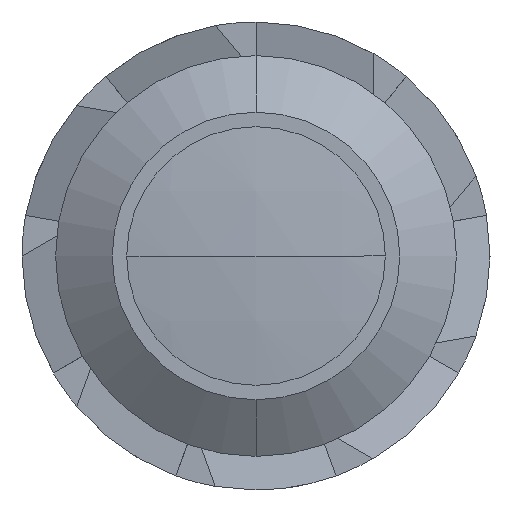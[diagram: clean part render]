
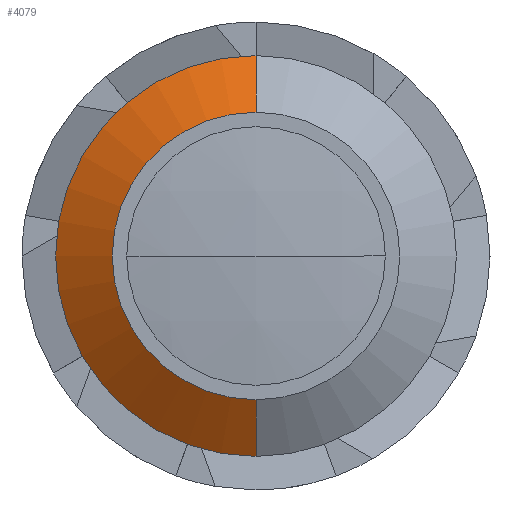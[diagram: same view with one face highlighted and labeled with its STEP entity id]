
A CAD part, left-side view. The second image highlights one B-rep face of the part: STEP entity #4079.
In plain terms, the highlighted conical face has half-angle 56.31 degrees and reference radius 6.9 mm.
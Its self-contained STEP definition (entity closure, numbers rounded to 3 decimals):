
#94 = DIRECTION ( 'NONE',  ( 0.555, 0., 0.832 ) ) ;
#578 = AXIS2_PLACEMENT_3D ( 'NONE', #10110, #18309, #26506 ) ;
#765 = ORIENTED_EDGE ( 'NONE', *, *, #17853, .T. ) ;
#1080 = AXIS2_PLACEMENT_3D ( 'NONE', #2222, #10409, #18615 ) ;
#1171 = LINE ( 'NONE', #9359, #3309 ) ;
#2222 = CARTESIAN_POINT ( 'NONE',  ( 4.1, 0., 0. ) ) ;
#2411 = VECTOR ( 'NONE', #94, 1000. ) ;
#3309 = VECTOR ( 'NONE', #17566, 1000. ) ;
#4079 = ADVANCED_FACE ( 'NONE', ( #21974 ), #12155, .T. ) ;
#4154 = CARTESIAN_POINT ( 'NONE',  ( 2.8, 0., -4.95 ) ) ;
#5514 = CARTESIAN_POINT ( 'NONE',  ( 2.8, 0., 0. ) ) ;
#7595 = ORIENTED_EDGE ( 'NONE', *, *, #10071, .T. ) ;
#9359 = CARTESIAN_POINT ( 'NONE',  ( 4.1, 0., -6.9 ) ) ;
#9587 = CARTESIAN_POINT ( 'NONE',  ( 4.1, 0., -6.9 ) ) ;
#10071 = EDGE_CURVE ( 'NONE', #24727, #11180, #23796, .T. ) ;
#10110 = CARTESIAN_POINT ( 'NONE',  ( 4.1, 0., 0. ) ) ;
#10293 = LINE ( 'NONE', #18493, #2411 ) ;
#10409 = DIRECTION ( 'NONE',  ( 1., 0., 0. ) ) ;
#11180 = VERTEX_POINT ( 'NONE', #12555 ) ;
#12155 = CONICAL_SURFACE ( 'NONE', #578, 6.9, 0.983 ) ;
#12207 = AXIS2_PLACEMENT_3D ( 'NONE', #5514, #13709, #21905 ) ;
#12555 = CARTESIAN_POINT ( 'NONE',  ( 2.8, 0., 4.95 ) ) ;
#12674 = CIRCLE ( 'NONE', #1080, 6.9 ) ;
#12744 = ORIENTED_EDGE ( 'NONE', *, *, #13358, .F. ) ;
#13358 = EDGE_CURVE ( 'NONE', #20217, #21750, #12674, .T. ) ;
#13709 = DIRECTION ( 'NONE',  ( 1., 0., 0. ) ) ;
#17566 = DIRECTION ( 'NONE',  ( 0.555, 0., -0.832 ) ) ;
#17594 = CARTESIAN_POINT ( 'NONE',  ( 4.1, 0., 6.9 ) ) ;
#17853 = EDGE_CURVE ( 'NONE', #11180, #21750, #10293, .T. ) ;
#18023 = ORIENTED_EDGE ( 'NONE', *, *, #22790, .F. ) ;
#18219 = EDGE_LOOP ( 'NONE', ( #7595, #765, #12744, #18023 ) ) ;
#18309 = DIRECTION ( 'NONE',  ( 1., 0., 0. ) ) ;
#18493 = CARTESIAN_POINT ( 'NONE',  ( 4.1, 0., 6.9 ) ) ;
#18615 = DIRECTION ( 'NONE',  ( 0., 0., -1. ) ) ;
#20217 = VERTEX_POINT ( 'NONE', #9587 ) ;
#21750 = VERTEX_POINT ( 'NONE', #17594 ) ;
#21905 = DIRECTION ( 'NONE',  ( 0., 0., -1. ) ) ;
#21974 = FACE_OUTER_BOUND ( 'NONE', #18219, .T. ) ;
#22790 = EDGE_CURVE ( 'NONE', #24727, #20217, #1171, .T. ) ;
#23796 = CIRCLE ( 'NONE', #12207, 4.95 ) ;
#24727 = VERTEX_POINT ( 'NONE', #4154 ) ;
#26506 = DIRECTION ( 'NONE',  ( 0., 0., -1. ) ) ;
